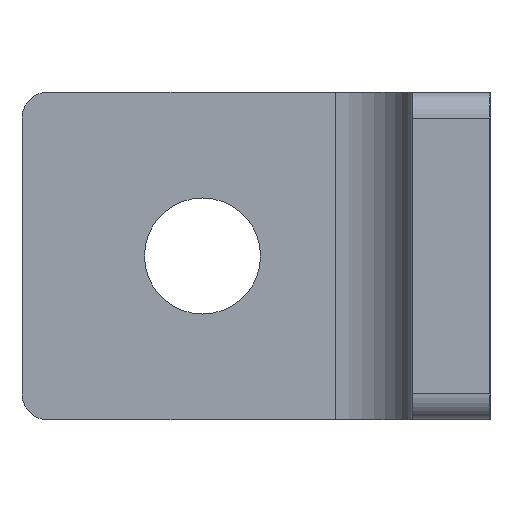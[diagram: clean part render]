
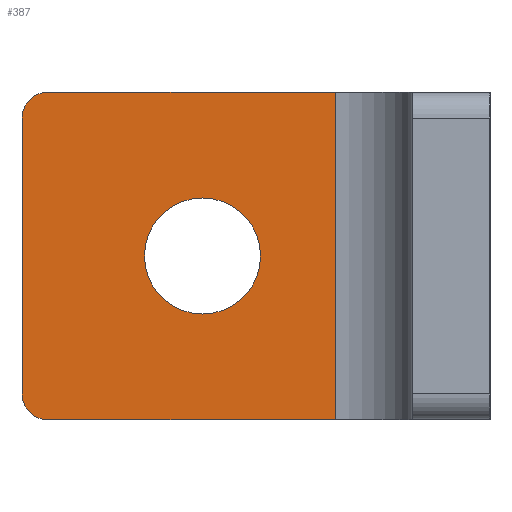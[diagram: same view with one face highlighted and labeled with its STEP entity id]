
A CAD part, left-side view. The second image highlights one B-rep face of the part: STEP entity #387.
In plain terms, the highlighted planar face has unit normal (-1, 0, 0).
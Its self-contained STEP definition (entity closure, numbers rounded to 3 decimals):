
#17=FACE_BOUND('',#67,.T.);
#25=PLANE('',#446);
#43=FACE_OUTER_BOUND('',#66,.T.);
#66=EDGE_LOOP('',(#310,#311,#312,#313,#314,#315));
#67=EDGE_LOOP('',(#316,#317));
#98=LINE('',#661,#129);
#101=LINE('',#667,#132);
#102=LINE('',#671,#133);
#103=LINE('',#672,#134);
#129=VECTOR('',#538,10.);
#132=VECTOR('',#543,10.);
#133=VECTOR('',#546,10.);
#134=VECTOR('',#547,10.);
#143=CIRCLE('',#419,2.25);
#144=CIRCLE('',#420,2.25);
#160=CIRCLE('',#444,1.);
#161=CIRCLE('',#447,1.);
#167=VERTEX_POINT('',#588);
#168=VERTEX_POINT('',#589);
#193=VERTEX_POINT('',#654);
#194=VERTEX_POINT('',#656);
#195=VERTEX_POINT('',#660);
#197=VERTEX_POINT('',#666);
#198=VERTEX_POINT('',#668);
#199=VERTEX_POINT('',#670);
#203=EDGE_CURVE('',#167,#168,#143,.T.);
#204=EDGE_CURVE('',#168,#167,#144,.T.);
#236=EDGE_CURVE('',#193,#194,#160,.T.);
#238=EDGE_CURVE('',#195,#194,#98,.T.);
#241=EDGE_CURVE('',#193,#197,#101,.T.);
#242=EDGE_CURVE('',#198,#197,#161,.T.);
#243=EDGE_CURVE('',#199,#198,#102,.T.);
#244=EDGE_CURVE('',#199,#195,#103,.T.);
#310=ORIENTED_EDGE('',*,*,#236,.F.);
#311=ORIENTED_EDGE('',*,*,#241,.T.);
#312=ORIENTED_EDGE('',*,*,#242,.F.);
#313=ORIENTED_EDGE('',*,*,#243,.F.);
#314=ORIENTED_EDGE('',*,*,#244,.T.);
#315=ORIENTED_EDGE('',*,*,#238,.T.);
#316=ORIENTED_EDGE('',*,*,#203,.T.);
#317=ORIENTED_EDGE('',*,*,#204,.T.);
#387=ADVANCED_FACE('',(#43,#17),#25,.T.);
#419=AXIS2_PLACEMENT_3D('',#590,#467,#468);
#420=AXIS2_PLACEMENT_3D('',#591,#469,#470);
#444=AXIS2_PLACEMENT_3D('',#657,#533,#534);
#446=AXIS2_PLACEMENT_3D('',#665,#541,#542);
#447=AXIS2_PLACEMENT_3D('',#669,#544,#545);
#467=DIRECTION('center_axis',(1.,0.,0.));
#468=DIRECTION('ref_axis',(0.,0.,1.));
#469=DIRECTION('center_axis',(1.,0.,0.));
#470=DIRECTION('ref_axis',(0.,0.,1.));
#533=DIRECTION('center_axis',(1.,0.,0.));
#534=DIRECTION('ref_axis',(0.,0.707,0.707));
#538=DIRECTION('',(0.,1.,0.));
#541=DIRECTION('center_axis',(-1.,0.,0.));
#542=DIRECTION('ref_axis',(0.,0.,1.));
#543=DIRECTION('',(0.,0.,-1.));
#544=DIRECTION('center_axis',(1.,0.,0.));
#545=DIRECTION('ref_axis',(0.,0.707,-0.707));
#546=DIRECTION('',(0.,1.,0.));
#547=DIRECTION('',(0.,0.,1.));
#588=CARTESIAN_POINT('',(12.575,11.15,2.25));
#589=CARTESIAN_POINT('',(12.575,11.15,-2.25));
#590=CARTESIAN_POINT('Origin',(12.575,11.15,0.));
#591=CARTESIAN_POINT('Origin',(12.575,11.15,0.));
#654=CARTESIAN_POINT('',(12.575,18.15,5.35));
#656=CARTESIAN_POINT('',(12.575,17.15,6.35));
#657=CARTESIAN_POINT('Origin',(12.575,17.15,5.35));
#660=CARTESIAN_POINT('',(12.575,6.,6.35));
#661=CARTESIAN_POINT('',(12.575,-0.786,6.35));
#665=CARTESIAN_POINT('Origin',(12.575,8.682,0.));
#666=CARTESIAN_POINT('',(12.575,18.15,-5.35));
#667=CARTESIAN_POINT('',(12.575,18.15,6.35));
#668=CARTESIAN_POINT('',(12.575,17.15,-6.35));
#669=CARTESIAN_POINT('Origin',(12.575,17.15,-5.35));
#670=CARTESIAN_POINT('',(12.575,6.,-6.35));
#671=CARTESIAN_POINT('',(12.575,-0.786,-6.35));
#672=CARTESIAN_POINT('',(12.575,6.,0.));
